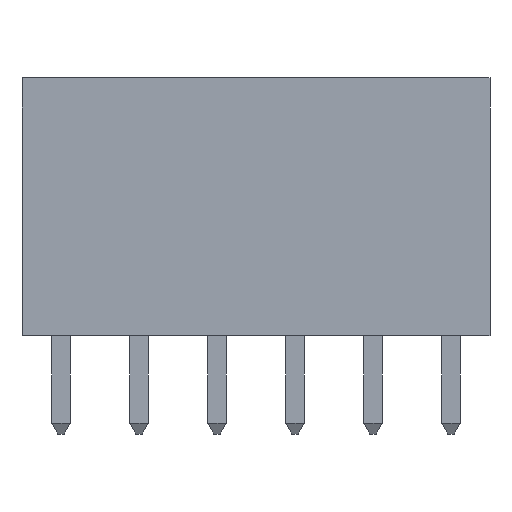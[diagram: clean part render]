
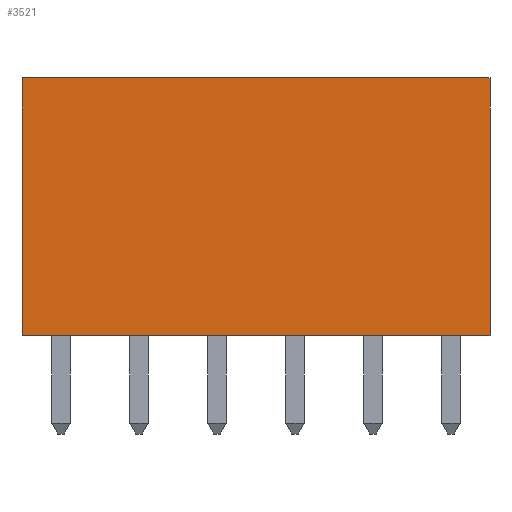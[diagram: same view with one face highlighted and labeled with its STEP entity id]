
A CAD part, front view. The second image highlights one B-rep face of the part: STEP entity #3521.
In plain terms, the highlighted planar face has unit normal (0, -1, 0).
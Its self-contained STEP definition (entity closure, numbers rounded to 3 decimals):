
#130 = ORIENTED_EDGE ( 'NONE', *, *, #4390, .F. ) ;
#463 = LINE ( 'NONE', #4351, #7070 ) ;
#478 = EDGE_CURVE ( 'NONE', #4018, #1229, #1081, .T. ) ;
#502 = FACE_OUTER_BOUND ( 'NONE', #4340, .T. ) ;
#513 = CARTESIAN_POINT ( 'NONE',  ( 13.97, -1.27, 8.4 ) ) ;
#1081 = LINE ( 'NONE', #3364, #5872 ) ;
#1229 = VERTEX_POINT ( 'NONE', #1906 ) ;
#1485 = CARTESIAN_POINT ( 'NONE',  ( 0., -1.27, 8.4 ) ) ;
#1614 = PLANE ( 'NONE',  #2697 ) ;
#1906 = CARTESIAN_POINT ( 'NONE',  ( 13.97, -1.27, 0. ) ) ;
#2581 = EDGE_CURVE ( 'NONE', #5501, #3189, #4968, .T. ) ;
#2697 = AXIS2_PLACEMENT_3D ( 'NONE', #6100, #4950, #6005 ) ;
#2842 = CARTESIAN_POINT ( 'NONE',  ( -1.27, -1.27, 0. ) ) ;
#3189 = VERTEX_POINT ( 'NONE', #513 ) ;
#3251 = DIRECTION ( 'NONE',  ( 0., 0., -1. ) ) ;
#3364 = CARTESIAN_POINT ( 'NONE',  ( -1.27, -1.27, 0. ) ) ;
#3521 = ADVANCED_FACE ( 'NONE', ( #502 ), #1614, .T. ) ;
#3696 = ORIENTED_EDGE ( 'NONE', *, *, #478, .T. ) ;
#3783 = DIRECTION ( 'NONE',  ( 0., 0., 1. ) ) ;
#4018 = VERTEX_POINT ( 'NONE', #2842 ) ;
#4229 = ORIENTED_EDGE ( 'NONE', *, *, #2581, .F. ) ;
#4340 = EDGE_LOOP ( 'NONE', ( #4229, #5217, #3696, #130 ) ) ;
#4351 = CARTESIAN_POINT ( 'NONE',  ( -1.27, -1.27, 0. ) ) ;
#4390 = EDGE_CURVE ( 'NONE', #3189, #1229, #4774, .T. ) ;
#4422 = DIRECTION ( 'NONE',  ( 1., 0., 0. ) ) ;
#4739 = CARTESIAN_POINT ( 'NONE',  ( 13.97, -1.27, 0. ) ) ;
#4774 = LINE ( 'NONE', #4739, #6532 ) ;
#4950 = DIRECTION ( 'NONE',  ( 0., -1., 0. ) ) ;
#4968 = LINE ( 'NONE', #1485, #7035 ) ;
#5016 = EDGE_CURVE ( 'NONE', #4018, #5501, #463, .T. ) ;
#5217 = ORIENTED_EDGE ( 'NONE', *, *, #5016, .F. ) ;
#5300 = CARTESIAN_POINT ( 'NONE',  ( -1.27, -1.27, 8.4 ) ) ;
#5501 = VERTEX_POINT ( 'NONE', #5300 ) ;
#5737 = DIRECTION ( 'NONE',  ( 1., 0., 0. ) ) ;
#5872 = VECTOR ( 'NONE', #4422, 1000. ) ;
#6005 = DIRECTION ( 'NONE',  ( 0., 0., -1. ) ) ;
#6100 = CARTESIAN_POINT ( 'NONE',  ( -1.27, -1.27, 0. ) ) ;
#6532 = VECTOR ( 'NONE', #3251, 1000. ) ;
#7035 = VECTOR ( 'NONE', #5737, 1000. ) ;
#7070 = VECTOR ( 'NONE', #3783, 1000. ) ;
